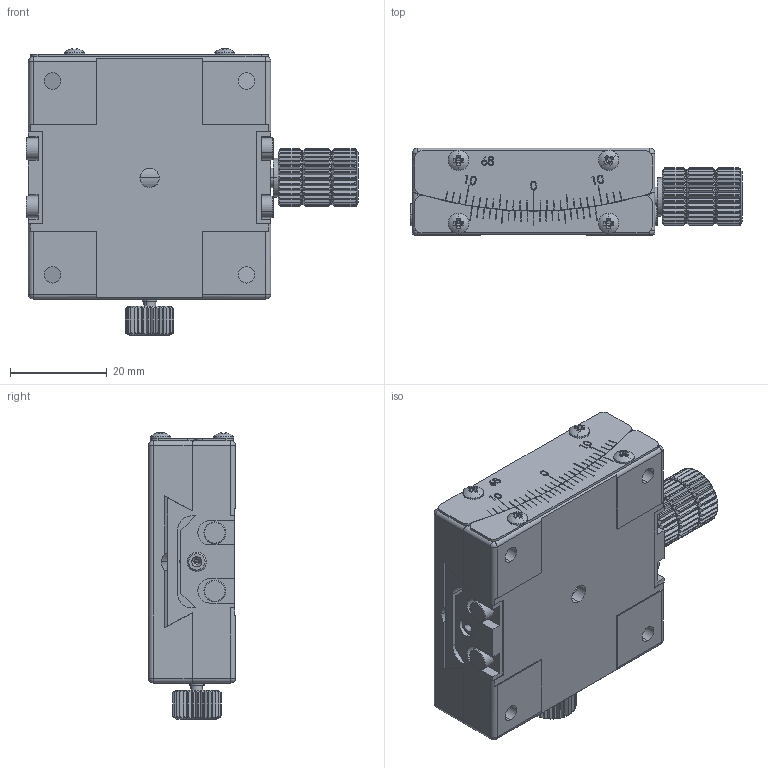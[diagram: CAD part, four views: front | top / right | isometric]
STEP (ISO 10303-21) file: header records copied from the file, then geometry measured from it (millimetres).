
FILE_DESCRIPTION (( 'STEP AP203' ), '1' );
FILE_NAME ('MXG5-68CS.STEP', '2011-09-07T10:20:45', ( 'user' ), ( '' ), 'SwSTEP 2.0', 'SolidWorks 2011', '' );
FILE_SCHEMA (( 'CONFIG_CONTROL_DESIGN' ));
Length unit declared in the file: millimetre
Products named in the file (3): MXG5-68CS; Group2^MXG5-68CS; Group1^MXG5-68CS
Assembly tree (2 placements, depth 2):
  MXG5-68CS
    Group1^MXG5-68CS
    Group2^MXG5-68CS
Bounding box: 68.5 x 18 x 59.11 mm (x, y, z)
Volume: 43943.1 mm3; surface area: 21196.9 mm2
Topology: 4 solids, 13 shells, 1839 faces, 4839 edges, 3096 vertices
Faces by surface type: plane 964, cylinder 312, cone 290, bspline 174, torus 83, sphere 16
Entity records: 66839 total; most frequent: CARTESIAN_POINT 23609, ORIENTED_EDGE 9550, DIRECTION 7903, EDGE_CURVE 4775, VERTEX_POINT 3096, AXIS2_PLACEMENT_3D 2748, LINE 2407, VECTOR 2407
